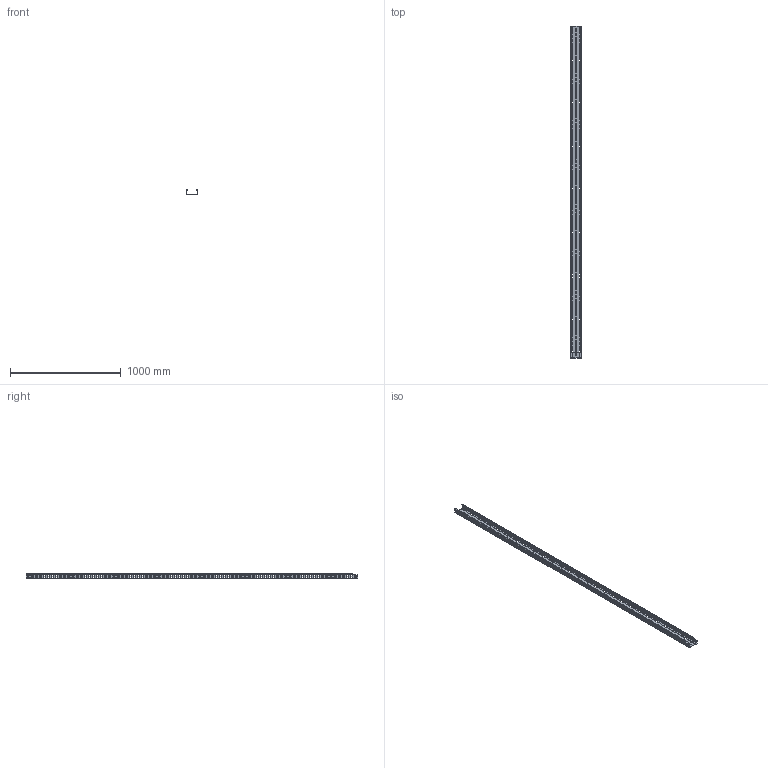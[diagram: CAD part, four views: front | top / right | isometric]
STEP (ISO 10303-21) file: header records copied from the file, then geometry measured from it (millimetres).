
FILE_DESCRIPTION(/* description */ (''),/* implementation_level */ '2;1');
FILE_NAME(/* name */ 'KCL100H42_3.stp',/* time_stamp */ '2020-03-24T11:31:39+01:00',/* author */ ('stanislaw.luczak'),/* organization */ (''),/* preprocessor_version */ 'ST-DEVELOPER v18',/* originating_system */ 'Autodesk Inventor 2020',/* authorisation */ '');
FILE_SCHEMA (('AUTOMOTIVE_DESIGN { 1 0 10303 214 3 1 1 }'));
Products named in the file (1): 100H60N_KGJ_3M
Bounding box: 101.4 x 3000 x 42.67 mm (x, y, z)
Volume: 359826 mm3; surface area: 1053604.5 mm2
Topology: 1 solids, 1 shells, 2441 faces, 7315 edges, 4862 vertices
Faces by surface type: cylinder 1229, plane 1202, torus 8, bspline 2
Entity records: 85378 total; most frequent: CARTESIAN_POINT 14893, ORIENTED_EDGE 14630, DIRECTION 14603, EDGE_CURVE 7315, AXIS2_PLACEMENT_3D 4886, VERTEX_POINT 4862, LINE 4831, VECTOR 4831
